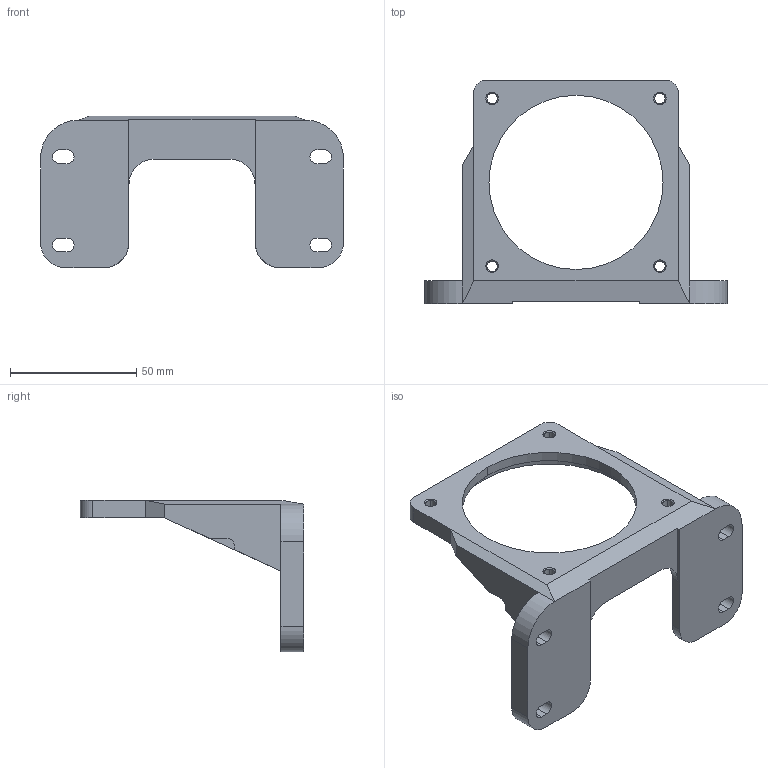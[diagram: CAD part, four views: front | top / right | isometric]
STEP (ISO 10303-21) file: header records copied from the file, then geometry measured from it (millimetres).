
FILE_DESCRIPTION( ( '' ), '1' );
FILE_NAME( 'g8fm.stp', '2008-05-14T00:24:01', ( '' ), ( '' ), ' ', ' ', ' ' );
FILE_SCHEMA( ( 'CONFIG_CONTROL_DESIGN' ) );
Length unit declared in the file: millimetre
Products named in the file (1): 1
Bounding box: 120 x 88.5 x 60 mm (x, y, z)
Volume: 55710.8 mm3; surface area: 24280.3 mm2
Topology: 1 solids, 1 shells, 90 faces, 237 edges, 150 vertices
Faces by surface type: plane 43, cylinder 31, cone 16
Entity records: 2849 total; most frequent: DIRECTION 499, CARTESIAN_POINT 478, ORIENTED_EDGE 474, EDGE_CURVE 237, AXIS2_PLACEMENT_3D 171, LINE 157, VECTOR 157, VERTEX_POINT 150
